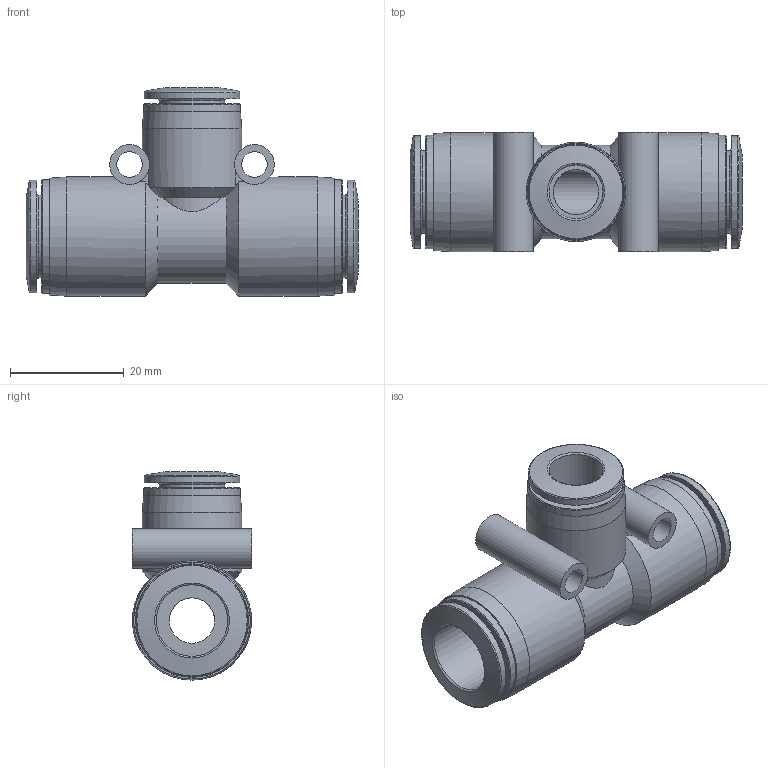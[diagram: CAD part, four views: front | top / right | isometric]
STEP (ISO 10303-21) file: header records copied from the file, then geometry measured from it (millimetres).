
FILE_DESCRIPTION(/* description */ ('STEP AP214'),/* implementation_level */ '2;1');
FILE_NAME(/* name */ '564809_QBT-1_2T-3_8-U',/* time_stamp */ '2024-09-14T04:17:50+02:00',/* author */ ('License CC BY-ND 4.0'),/* organization */ ('CADENAS'),/* preprocessor_version */ 'ST-DEVELOPER v19.3',/* originating_system */ 'PARTsolutions',/* authorisation */ ' ');
FILE_SCHEMA (('AUTOMOTIVE_DESIGN {1 0 10303 214 3 1 1}'));
Length unit declared in the file: millimetre
Products named in the file (1): 564809 QBT-1/2T-3/8-U
Bounding box: 58.5 x 21 x 36.7 mm (x, y, z)
Volume: 14771.6 mm3; surface area: 9894.6 mm2
Topology: 1 solids, 1 shells, 70 faces, 152 edges, 95 vertices
Faces by surface type: cylinder 24, plane 24, cone 13, torus 9
Full cylindrical faces by diameter (mm): 4.5 x2, 7 x2, 8 x2, 9.525 x1, 11.525 x1, 12.6 x2, 14.6 x2, 16.8 x1, 17 x1, 17.5 x1, 19.8 x2, 20 x2, 21 x2
Entity records: 2302 total; most frequent: CARTESIAN_POINT 421, DIRECTION 288, ORIENTED_EDGE 218, AXIS2_PLACEMENT_3D 138, EDGE_LOOP 128, FACE_BOUND 128, EDGE_CURVE 109, VERTEX_POINT 91
